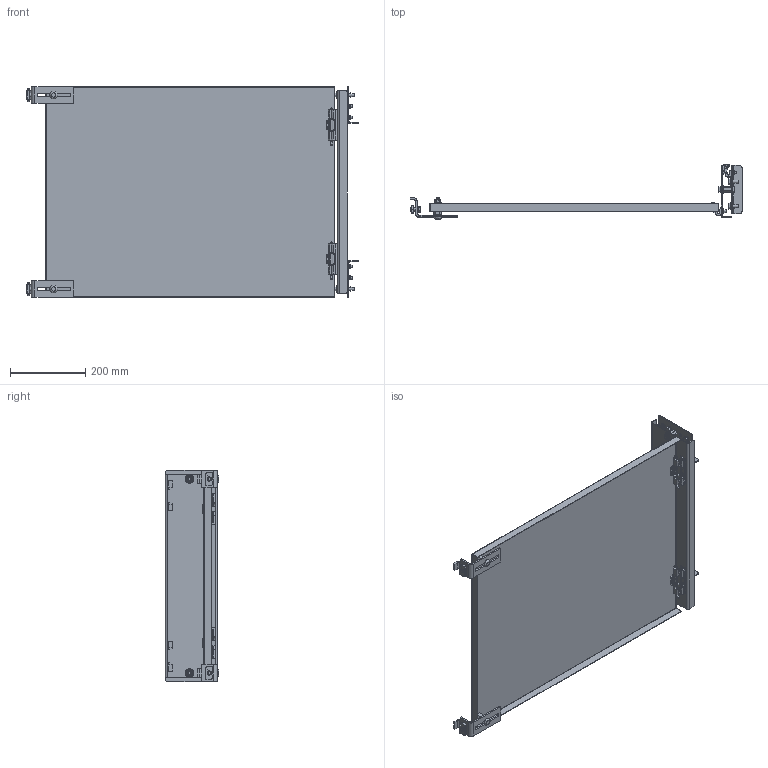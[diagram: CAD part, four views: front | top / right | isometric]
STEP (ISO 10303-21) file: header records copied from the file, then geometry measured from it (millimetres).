
FILE_DESCRIPTION (( 'STEP AP214' ), '1' );
FILE_NAME ('SCE-1436P1.STEP', '2021-01-21T15:45:07', ( '' ), ( '' ), 'SwSTEP 2.0', 'SolidWorks 2019', '' );
FILE_SCHEMA (( 'AUTOMOTIVE_DESIGN' ));
Length unit declared in the file: inch
Products named in the file (1): SCE-1436P1
Bounding box: 880.25 x 142.99 x 561.81 mm (x, y, z)
Volume: 1246975.3 mm3; surface area: 1328164.7 mm2
Topology: 72 solids, 72 shells, 2226 faces, 5490 edges, 3226 vertices
Faces by surface type: plane 812, cylinder 698, bspline 598, cone 104, torus 12, sphere 2
Full cylindrical faces by diameter (mm): 4 x4, 4.013 x8, 4.318 x4, 4.775 x4, 4.826 x4, 5 x12, 5.1 x8, 6.325 x4, 6.35 x24, 6.85 x8, 7.874 x6, 7.925 x2, 8.382 x2, 8.636 x4, 8.712 x12, 8.738 x12, 9.322 x2, 9.347 x2, 9.474 x6, 9.525 x8, 9.728 x2, 10.414 x2, 11.1 x8, 11.176 x12, 12.7 x2, 20.637 x2, 22.492 x2
Entity records: 84785 total; most frequent: CARTESIAN_POINT 38665, ORIENTED_EDGE 9628, DIRECTION 8196, EDGE_CURVE 4814, VERTEX_POINT 3118, AXIS2_PLACEMENT_3D 3047, EDGE_LOOP 2788, FACE_OUTER_BOUND 2448
